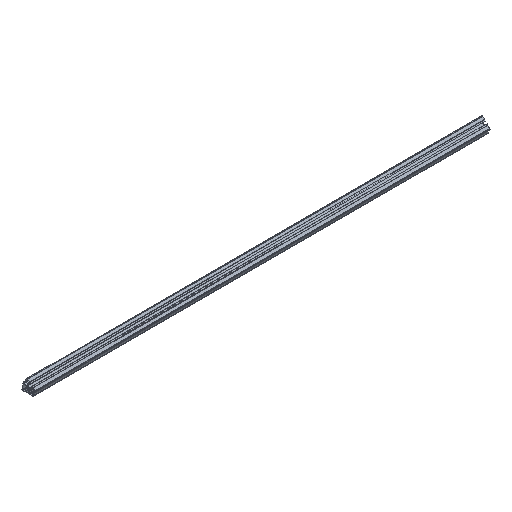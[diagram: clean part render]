
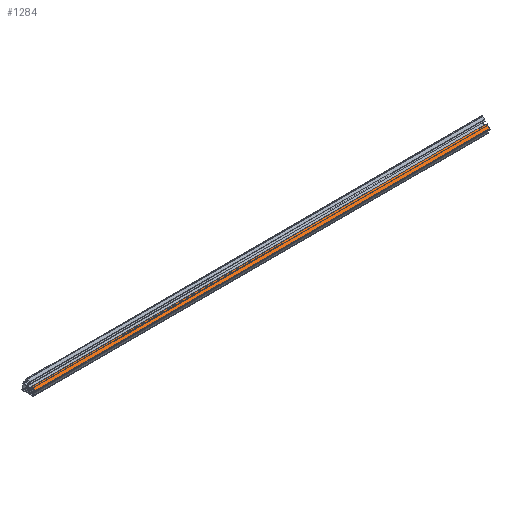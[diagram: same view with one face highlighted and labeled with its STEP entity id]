
A CAD part, isometric view. The second image highlights one B-rep face of the part: STEP entity #1284.
In plain terms, the highlighted planar face has unit normal (0, -0.707, 0.708).
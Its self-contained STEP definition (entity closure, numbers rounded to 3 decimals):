
#81=FACE_OUTER_BOUND('',#152,.T.);
#152=EDGE_LOOP('',(#985,#986,#987,#988));
#211=LINE('',#1909,#332);
#259=LINE('',#2095,#380);
#260=LINE('',#2097,#381);
#261=LINE('',#2098,#382);
#332=VECTOR('',#1496,1.);
#380=VECTOR('',#1674,1.);
#381=VECTOR('',#1675,1.);
#382=VECTOR('',#1676,1.);
#532=VERTEX_POINT('',#1906);
#533=VERTEX_POINT('',#1908);
#606=VERTEX_POINT('',#2094);
#607=VERTEX_POINT('',#2096);
#662=EDGE_CURVE('',#532,#533,#211,.T.);
#755=EDGE_CURVE('',#606,#532,#259,.T.);
#756=EDGE_CURVE('',#606,#607,#260,.T.);
#757=EDGE_CURVE('',#607,#533,#261,.T.);
#985=ORIENTED_EDGE('',*,*,#755,.F.);
#986=ORIENTED_EDGE('',*,*,#756,.T.);
#987=ORIENTED_EDGE('',*,*,#757,.T.);
#988=ORIENTED_EDGE('',*,*,#662,.F.);
#1241=PLANE('',#1403);
#1284=ADVANCED_FACE('',(#81),#1241,.T.);
#1403=AXIS2_PLACEMENT_3D('',#2093,#1672,#1673);
#1496=DIRECTION('',(0.,-0.708,-0.707));
#1672=DIRECTION('center_axis',(0.,-0.707,0.708));
#1673=DIRECTION('ref_axis',(0.,-0.708,-0.707));
#1674=DIRECTION('',(1.,0.,0.));
#1675=DIRECTION('',(0.,-0.708,-0.707));
#1676=DIRECTION('',(1.,0.,0.));
#1906=CARTESIAN_POINT('',(1828.8,-18.08,12.232));
#1908=CARTESIAN_POINT('',(1828.8,-29.325,1.004));
#1909=CARTESIAN_POINT('',(1828.8,-18.08,12.232));
#2093=CARTESIAN_POINT('Origin',(0.,-18.08,12.232));
#2094=CARTESIAN_POINT('',(0.,-18.08,12.232));
#2095=CARTESIAN_POINT('',(304.8,-18.08,12.232));
#2096=CARTESIAN_POINT('',(0.,-29.325,1.004));
#2097=CARTESIAN_POINT('',(0.,-18.08,12.232));
#2098=CARTESIAN_POINT('',(304.8,-29.325,1.004));
